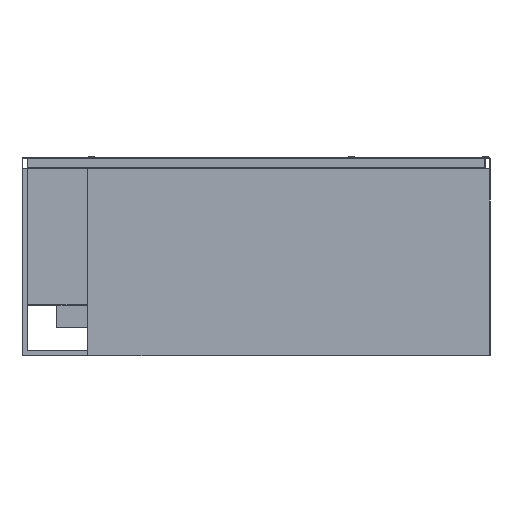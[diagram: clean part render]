
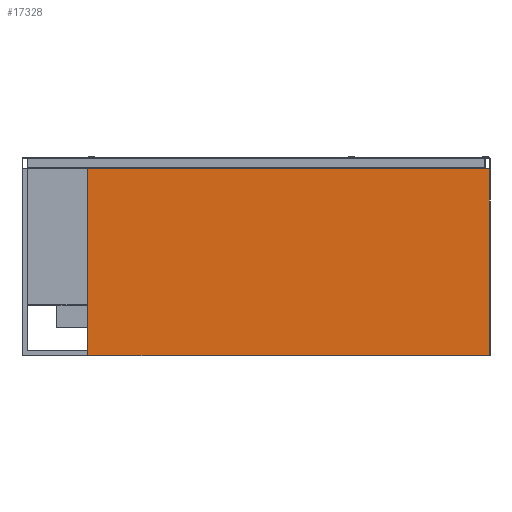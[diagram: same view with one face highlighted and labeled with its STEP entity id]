
A CAD part, front view. The second image highlights one B-rep face of the part: STEP entity #17328.
In plain terms, the highlighted planar face has unit normal (0, -1, 0).
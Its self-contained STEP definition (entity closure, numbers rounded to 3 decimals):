
#392 = ORIENTED_EDGE ( 'NONE', *, *, #10426, .T. ) ;
#644 = VECTOR ( 'NONE', #15602, 1000. ) ;
#922 = VERTEX_POINT ( 'NONE', #7542 ) ;
#1078 = CARTESIAN_POINT ( 'NONE',  ( -770.5, -255., -760. ) ) ;
#1745 = VECTOR ( 'NONE', #5318, 1000. ) ;
#2257 = VERTEX_POINT ( 'NONE', #9261 ) ;
#3790 = DIRECTION ( 'NONE',  ( 0., -1., 0. ) ) ;
#4074 = EDGE_CURVE ( 'NONE', #14620, #922, #11577, .T. ) ;
#4581 = CARTESIAN_POINT ( 'NONE',  ( -770.5, -255., -42. ) ) ;
#5318 = DIRECTION ( 'NONE',  ( 0., 0., -1. ) ) ;
#5593 = CARTESIAN_POINT ( 'NONE',  ( -772.5, -255., -760. ) ) ;
#6810 = AXIS2_PLACEMENT_3D ( 'NONE', #5593, #3790, #19331 ) ;
#7345 = CARTESIAN_POINT ( 'NONE',  ( -772.5, -255., -758. ) ) ;
#7542 = CARTESIAN_POINT ( 'NONE',  ( -770.5, -255., -758. ) ) ;
#7814 = CARTESIAN_POINT ( 'NONE',  ( -772.5, -255., -42. ) ) ;
#8664 = ORIENTED_EDGE ( 'NONE', *, *, #14236, .T. ) ;
#8819 = ORIENTED_EDGE ( 'NONE', *, *, #14343, .T. ) ;
#8847 = DIRECTION ( 'NONE',  ( 1., 0., 0. ) ) ;
#9261 = CARTESIAN_POINT ( 'NONE',  ( 770.5, -255., -42. ) ) ;
#10197 = ORIENTED_EDGE ( 'NONE', *, *, #4074, .T. ) ;
#10426 = EDGE_CURVE ( 'NONE', #922, #16141, #10563, .T. ) ;
#10563 = LINE ( 'NONE', #7345, #18265 ) ;
#11420 = DIRECTION ( 'NONE',  ( 0., 0., 1. ) ) ;
#11577 = LINE ( 'NONE', #1078, #1745 ) ;
#14236 = EDGE_CURVE ( 'NONE', #2257, #14620, #18729, .T. ) ;
#14343 = EDGE_CURVE ( 'NONE', #16141, #2257, #17598, .T. ) ;
#14620 = VERTEX_POINT ( 'NONE', #4581 ) ;
#15055 = EDGE_LOOP ( 'NONE', ( #8664, #10197, #392, #8819 ) ) ;
#15602 = DIRECTION ( 'NONE',  ( -1., 0., 0. ) ) ;
#16141 = VERTEX_POINT ( 'NONE', #18105 ) ;
#16210 = PLANE ( 'NONE',  #6810 ) ;
#16407 = FACE_OUTER_BOUND ( 'NONE', #15055, .T. ) ;
#17328 = ADVANCED_FACE ( 'Fl�che8', ( #16407 ), #16210, .T. ) ;
#17598 = LINE ( 'NONE', #19104, #18393 ) ;
#18105 = CARTESIAN_POINT ( 'NONE',  ( 770.5, -255., -758. ) ) ;
#18265 = VECTOR ( 'NONE', #8847, 1000. ) ;
#18393 = VECTOR ( 'NONE', #11420, 1000. ) ;
#18729 = LINE ( 'NONE', #7814, #644 ) ;
#19104 = CARTESIAN_POINT ( 'NONE',  ( 770.5, -255., -760. ) ) ;
#19331 = DIRECTION ( 'NONE',  ( 0., 0., -1. ) ) ;
